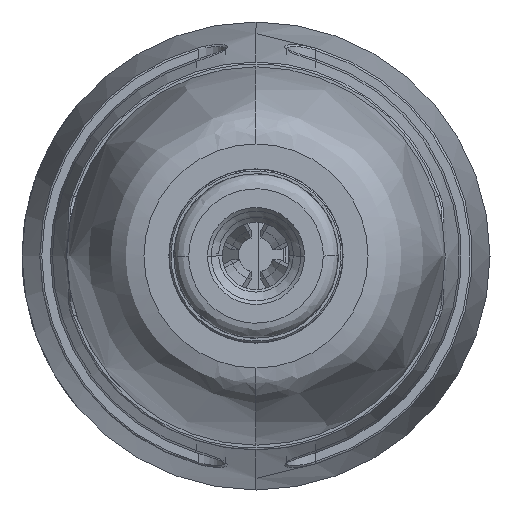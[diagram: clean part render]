
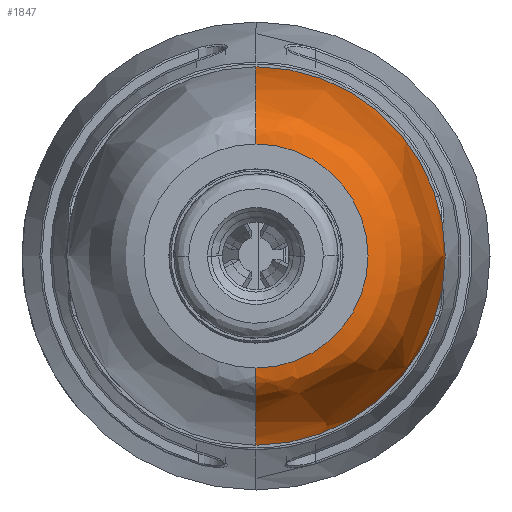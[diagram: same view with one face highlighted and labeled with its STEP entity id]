
A CAD part, left-side view. The second image highlights one B-rep face of the part: STEP entity #1847.
In plain terms, the highlighted free-form (B-spline) face has degree [3, 3] with [6, 4] control points.
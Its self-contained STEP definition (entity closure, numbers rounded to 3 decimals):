
#9 = EDGE_CURVE ( 'NONE', #22432, #5373, #27308, .T. ) ;
#164 = CARTESIAN_POINT ( 'NONE',  ( -8., 0., -2.25 ) ) ;
#1028 = VERTEX_POINT ( 'NONE', #164 ) ;
#1359 = CARTESIAN_POINT ( 'NONE',  ( -2.548, 0., -3.766 ) ) ;
#1847 = ADVANCED_FACE ( 'NONE', ( #4096 ), #21901, .T. ) ;
#2669 = DIRECTION ( 'NONE',  ( 1., 0., 0. ) ) ;
#2855 = DIRECTION ( 'NONE',  ( 0., 0., -1. ) ) ;
#2856 = CIRCLE ( 'NONE', #27793, 3.8 ) ;
#3530 = CARTESIAN_POINT ( 'NONE',  ( -8., 0., 2.25 ) ) ;
#3584 = CARTESIAN_POINT ( 'NONE',  ( -8., 0., 2.25 ) ) ;
#3721 = CARTESIAN_POINT ( 'NONE',  ( -2.548, -7.532, -3.766 ) ) ;
#4096 = FACE_OUTER_BOUND ( 'NONE', #4767, .T. ) ;
#4348 = CARTESIAN_POINT ( 'NONE',  ( -1.972, 0., -3.8 ) ) ;
#4455 = CARTESIAN_POINT ( 'NONE',  ( -1.5, 0., -3.8 ) ) ;
#4767 = EDGE_LOOP ( 'NONE', ( #28779, #17216, #28891, #17271 ) ) ;
#5373 = VERTEX_POINT ( 'NONE', #3530 ) ;
#5547 = CARTESIAN_POINT ( 'NONE',  ( -8., 0., -3.299 ) ) ;
#5660 = CARTESIAN_POINT ( 'NONE',  ( -1.5, 0., 3.8 ) ) ;
#5677 = EDGE_CURVE ( 'NONE', #22432, #14213, #2856, .T. ) ;
#6032 = CARTESIAN_POINT ( 'NONE',  ( -8., 0., -3.299 ) ) ;
#6134 = CARTESIAN_POINT ( 'NONE',  ( -1.5, 0., 3.8 ) ) ;
#6768 = CARTESIAN_POINT ( 'NONE',  ( -8., -4.5, -2.25 ) ) ;
#7492 = CARTESIAN_POINT ( 'NONE',  ( -1.5, 0., 0. ) ) ;
#8351 = CARTESIAN_POINT ( 'NONE',  ( -1.5, -7.6, -3.8 ) ) ;
#8450 = CARTESIAN_POINT ( 'NONE',  ( -8., 0., 3.299 ) ) ;
#9075 = CARTESIAN_POINT ( 'NONE',  ( -5.002, 0., -3.697 ) ) ;
#9409 = B_SPLINE_CURVE_WITH_KNOTS ( 'NONE', 3,
 ( #24803, #10647, #12953, #10332, #5547, #10234 ),
 .UNSPECIFIED., .F., .F.,
 ( 4, 1, 1, 4 ),
 ( 0., 0.209, 0.309, 1. ),
 .UNSPECIFIED. ) ;
#9869 = CIRCLE ( 'NONE', #28970, 2.25 ) ;
#10234 = CARTESIAN_POINT ( 'NONE',  ( -8., 0., -2.25 ) ) ;
#10332 = CARTESIAN_POINT ( 'NONE',  ( -5.002, 0., -3.697 ) ) ;
#10647 = CARTESIAN_POINT ( 'NONE',  ( -1.972, 0., -3.8 ) ) ;
#10811 = CARTESIAN_POINT ( 'NONE',  ( -1.972, 0., 3.8 ) ) ;
#11476 = CARTESIAN_POINT ( 'NONE',  ( -8., -6.598, -3.299 ) ) ;
#12953 = CARTESIAN_POINT ( 'NONE',  ( -2.548, 0., -3.766 ) ) ;
#13696 = CARTESIAN_POINT ( 'NONE',  ( -8., 0., 0. ) ) ;
#13980 = CARTESIAN_POINT ( 'NONE',  ( -8., 0., 2.25 ) ) ;
#14213 = VERTEX_POINT ( 'NONE', #30648 ) ;
#15655 = CARTESIAN_POINT ( 'NONE',  ( -2.548, 0., 3.766 ) ) ;
#16281 = CARTESIAN_POINT ( 'NONE',  ( -8., -6.598, 3.299 ) ) ;
#17216 = ORIENTED_EDGE ( 'NONE', *, *, #9, .T. ) ;
#17271 = ORIENTED_EDGE ( 'NONE', *, *, #17327, .F. ) ;
#17327 = EDGE_CURVE ( 'NONE', #14213, #1028, #9409, .T. ) ;
#17968 = CARTESIAN_POINT ( 'NONE',  ( -8., 0., -2.25 ) ) ;
#18073 = CARTESIAN_POINT ( 'NONE',  ( -8., -4.5, 2.25 ) ) ;
#18708 = CARTESIAN_POINT ( 'NONE',  ( -1.972, -7.6, 3.8 ) ) ;
#19346 = EDGE_CURVE ( 'NONE', #5373, #1028, #9869, .T. ) ;
#20246 = CARTESIAN_POINT ( 'NONE',  ( -2.548, 0., 3.766 ) ) ;
#20388 = CARTESIAN_POINT ( 'NONE',  ( -5.002, 0., 3.697 ) ) ;
#21226 = CARTESIAN_POINT ( 'NONE',  ( -5.002, -7.393, 3.697 ) ) ;
#21901 =( BOUNDED_SURFACE ( )  B_SPLINE_SURFACE ( 3, 3, ( 
 ( #6134, #29919, #8351, #4455 ),
 ( #23440, #18708, #30023, #4348 ),
 ( #15655, #22799, #3721, #1359 ),
 ( #20388, #21226, #28362, #9075 ),
 ( #8450, #16281, #11476, #6032 ),
 ( #13980, #18073, #6768, #17968 ) ),
 .UNSPECIFIED., .F., .F., .F. ) 
 B_SPLINE_SURFACE_WITH_KNOTS ( ( 4, 1, 1, 4 ),
 ( 4, 4 ),
 ( 0., 0.209, 0.309, 1. ),
 ( 0., 1. ),
 .UNSPECIFIED. ) 
 GEOMETRIC_REPRESENTATION_ITEM ( )  RATIONAL_B_SPLINE_SURFACE ( (
 ( 1., 0.333, 0.333, 1.),
 ( 1., 0.333, 0.333, 1.),
 ( 1., 0.333, 0.333, 1.),
 ( 1., 0.333, 0.333, 1.),
 ( 1., 0.333, 0.333, 1.),
 ( 1., 0.333, 0.333, 1.) ) ) 
 REPRESENTATION_ITEM ( '' )  SURFACE ( )  );
#22008 = DIRECTION ( 'NONE',  ( 0., 0., -1. ) ) ;
#22432 = VERTEX_POINT ( 'NONE', #5660 ) ;
#22799 = CARTESIAN_POINT ( 'NONE',  ( -2.548, -7.532, 3.766 ) ) ;
#22871 = CARTESIAN_POINT ( 'NONE',  ( -5.002, 0., 3.697 ) ) ;
#23440 = CARTESIAN_POINT ( 'NONE',  ( -1.972, 0., 3.8 ) ) ;
#24526 = DIRECTION ( 'NONE',  ( 1., 0., 0. ) ) ;
#24803 = CARTESIAN_POINT ( 'NONE',  ( -1.5, 0., -3.8 ) ) ;
#24853 = CARTESIAN_POINT ( 'NONE',  ( -8., 0., 3.299 ) ) ;
#27308 = B_SPLINE_CURVE_WITH_KNOTS ( 'NONE', 3,
 ( #29682, #10811, #20246, #22871, #24853, #3584 ),
 .UNSPECIFIED., .F., .F.,
 ( 4, 1, 1, 4 ),
 ( 0., 0.209, 0.309, 1. ),
 .UNSPECIFIED. ) ;
#27793 = AXIS2_PLACEMENT_3D ( 'NONE', #7492, #2669, #2855 ) ;
#28362 = CARTESIAN_POINT ( 'NONE',  ( -5.002, -7.393, -3.697 ) ) ;
#28779 = ORIENTED_EDGE ( 'NONE', *, *, #5677, .F. ) ;
#28891 = ORIENTED_EDGE ( 'NONE', *, *, #19346, .T. ) ;
#28970 = AXIS2_PLACEMENT_3D ( 'NONE', #13696, #24526, #22008 ) ;
#29682 = CARTESIAN_POINT ( 'NONE',  ( -1.5, 0., 3.8 ) ) ;
#29919 = CARTESIAN_POINT ( 'NONE',  ( -1.5, -7.6, 3.8 ) ) ;
#30023 = CARTESIAN_POINT ( 'NONE',  ( -1.972, -7.6, -3.8 ) ) ;
#30648 = CARTESIAN_POINT ( 'NONE',  ( -1.5, 0., -3.8 ) ) ;
